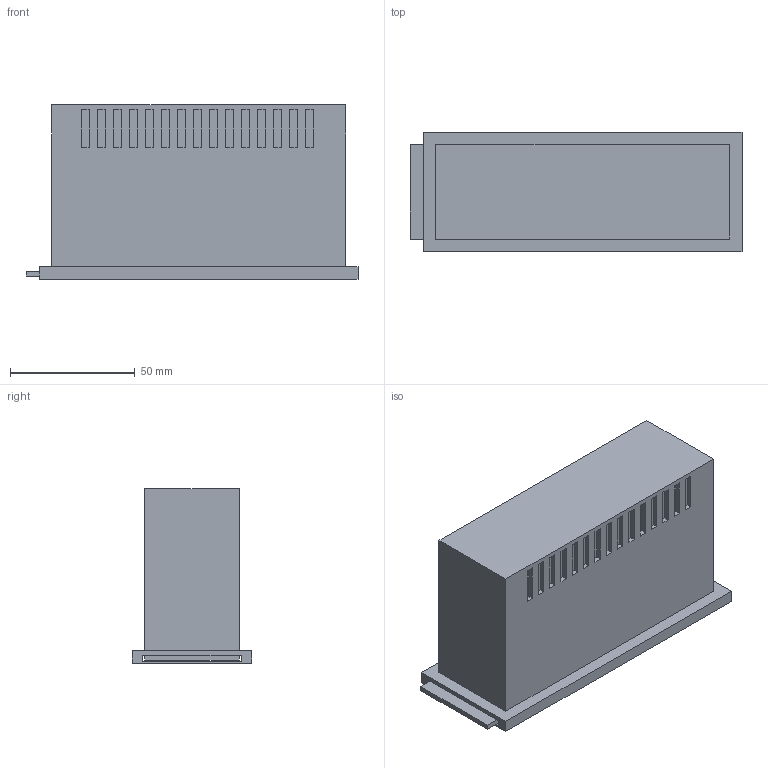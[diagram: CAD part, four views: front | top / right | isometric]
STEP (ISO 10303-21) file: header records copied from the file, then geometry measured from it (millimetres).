
FILE_DESCRIPTION(/* description */ (''),/* implementation_level */ '2;1');
FILE_NAME(/* name */ 'Dustbin v2.step',/* time_stamp */ '2024-04-19T14:20:33+05:30',/* author */ (''),/* organization */ (''),/* preprocessor_version */ 'ST-DEVELOPER v20',/* originating_system */ 'Autodesk Translation Framework v12.20.1.177',/* authorisation */ '');
FILE_SCHEMA (('AUTOMOTIVE_DESIGN { 1 0 10303 214 3 1 1 }'));
Length unit declared in the file: millimetre
Products named in the file (3): Dustbin; Component1; Component2
Assembly tree (2 placements, depth 2):
  Dustbin
    Component1
    Component2
Bounding box: 133.33 x 48 x 70 mm (x, y, z)
Volume: 311306 mm3; surface area: 57370 mm2
Topology: 2 solids, 2 shells, 101 faces, 240 edges, 160 vertices
Faces by surface type: plane 101
Entity records: 2943 total; most frequent: CARTESIAN_POINT 506, ORIENTED_EDGE 480, DIRECTION 452, LINE 240, VECTOR 240, EDGE_CURVE 240, VERTEX_POINT 160, EDGE_LOOP 120
